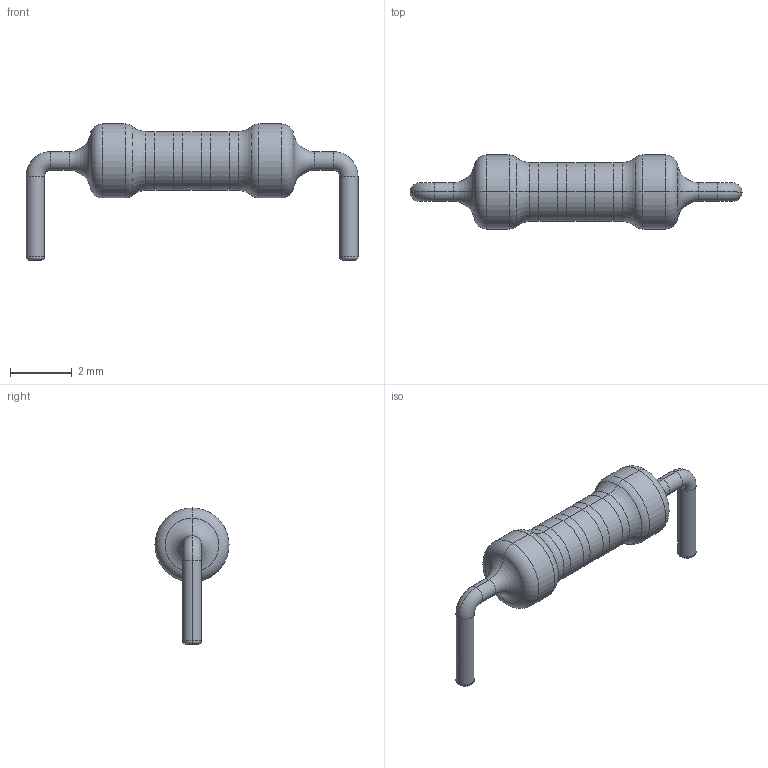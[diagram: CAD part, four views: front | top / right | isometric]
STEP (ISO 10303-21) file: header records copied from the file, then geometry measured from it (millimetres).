
FILE_DESCRIPTION(('FreeCAD Model'),'2;1');
FILE_NAME('User_Library-Res40-Axial_Short_0.25W-10R.step', '2016-04-14T16:38:43',('Author'),(''), 'Open CASCADE STEP processor 6.8','FreeCAD','Unknown');
FILE_SCHEMA(('AUTOMOTIVE_DESIGN_CC2 { 1 2 10303 214 -1 1 5 4 }'));
Length unit declared in the file: millimetre
Products named in the file (2): ASSEMBLY; User_Library-Res40-Axial_Short_0.25W-10R
Assembly tree (1 placements, depth 2):
  ASSEMBLY
    User_Library-Res40-Axial_Short_0.25W-10R
Bounding box: 10.76 x 2.4 x 4.41 mm (x, y, z)
Volume: 26.3 mm3; surface area: 68.3 mm2
Topology: 1 solids, 1 shells, 58 faces, 114 edges, 64 vertices
Faces by surface type: cylinder 26, torus 24, plane 8
Entity records: 7826 total; most frequent: CARTESIAN_POINT 5278, DIRECTION 348, ORIENTED_EDGE 228, PCURVE 228, DEFINITIONAL_REPRESENTATION 228, B_SPLINE_CURVE_WITH_KNOTS 200, AXIS2_PLACEMENT_3D 148, EDGE_CURVE 114
